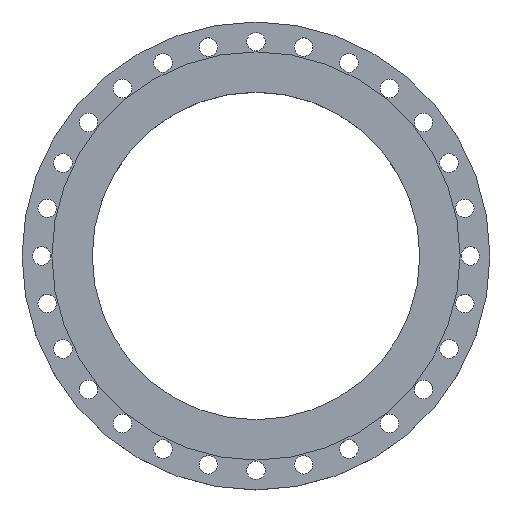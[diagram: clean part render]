
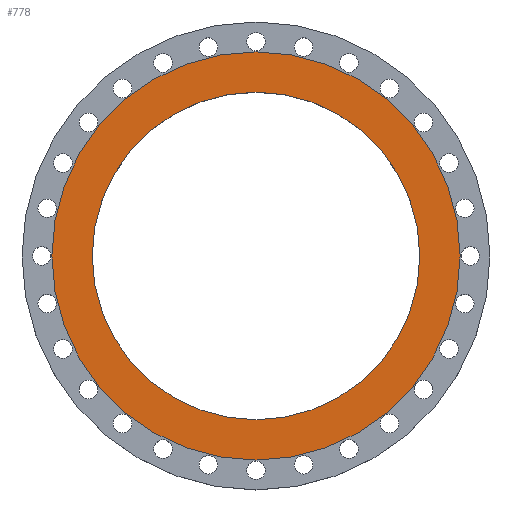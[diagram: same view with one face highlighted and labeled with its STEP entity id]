
A CAD part, top view. The second image highlights one B-rep face of the part: STEP entity #778.
In plain terms, the highlighted planar face has unit normal (0, 0, 1).
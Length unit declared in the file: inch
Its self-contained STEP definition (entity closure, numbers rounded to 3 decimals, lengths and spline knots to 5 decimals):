
#67 = EDGE_LOOP ( 'NONE', ( #1917, #2310 ) ) ;
#118 = DIRECTION ( 'NONE',  ( 1., 0., 0. ) ) ;
#146 = CARTESIAN_POINT ( 'NONE',  ( 0., 0., 0. ) ) ;
#191 = EDGE_CURVE ( 'NONE', #1452, #2004, #1763, .T. ) ;
#199 = CARTESIAN_POINT ( 'NONE',  ( -16.625, 0., 0. ) ) ;
#265 = EDGE_CURVE ( 'NONE', #1254, #928, #1079, .T. ) ;
#350 = DIRECTION ( 'NONE',  ( 0., 0., 1. ) ) ;
#380 = AXIS2_PLACEMENT_3D ( 'NONE', #2575, #1732, #1713 ) ;
#420 = CARTESIAN_POINT ( 'NONE',  ( 0., 0., 0. ) ) ;
#552 = EDGE_CURVE ( 'NONE', #2004, #1452, #1973, .T. ) ;
#578 = DIRECTION ( 'NONE',  ( 1., 0., 0. ) ) ;
#670 = AXIS2_PLACEMENT_3D ( 'NONE', #146, #350, #118 ) ;
#678 = FACE_BOUND ( 'NONE', #1481, .T. ) ;
#778 = ADVANCED_FACE ( 'NONE', ( #678, #1856 ), #2507, .F. ) ;
#805 = DIRECTION ( 'NONE',  ( 0., 0., 1. ) ) ;
#827 = AXIS2_PLACEMENT_3D ( 'NONE', #420, #805, #578 ) ;
#863 = DIRECTION ( 'NONE',  ( 0., 0., 1. ) ) ;
#918 = CARTESIAN_POINT ( 'NONE',  ( 16.625, 0., 0. ) ) ;
#928 = VERTEX_POINT ( 'NONE', #918 ) ;
#966 = CIRCLE ( 'NONE', #2072, 16.625 ) ;
#1079 = CIRCLE ( 'NONE', #670, 16.625 ) ;
#1188 = ORIENTED_EDGE ( 'NONE', *, *, #265, .F. ) ;
#1254 = VERTEX_POINT ( 'NONE', #199 ) ;
#1256 = CARTESIAN_POINT ( 'NONE',  ( -20.71875, 0., 0. ) ) ;
#1452 = VERTEX_POINT ( 'NONE', #1256 ) ;
#1481 = EDGE_LOOP ( 'NONE', ( #2296, #1188 ) ) ;
#1484 = CARTESIAN_POINT ( 'NONE',  ( 0., 16.625, 0. ) ) ;
#1713 = DIRECTION ( 'NONE',  ( 1., 0., 0. ) ) ;
#1732 = DIRECTION ( 'NONE',  ( 0., 0., 1. ) ) ;
#1763 = CIRCLE ( 'NONE', #380, 20.71875 ) ;
#1856 = FACE_OUTER_BOUND ( 'NONE', #67, .T. ) ;
#1869 = DIRECTION ( 'NONE',  ( -1., 0., 0. ) ) ;
#1896 = DIRECTION ( 'NONE',  ( 0., 0., -1. ) ) ;
#1917 = ORIENTED_EDGE ( 'NONE', *, *, #552, .T. ) ;
#1973 = CIRCLE ( 'NONE', #827, 20.71875 ) ;
#2004 = VERTEX_POINT ( 'NONE', #2142 ) ;
#2072 = AXIS2_PLACEMENT_3D ( 'NONE', #2083, #863, #2283 ) ;
#2083 = CARTESIAN_POINT ( 'NONE',  ( 0., 0., 0. ) ) ;
#2142 = CARTESIAN_POINT ( 'NONE',  ( 20.71875, 0., 0. ) ) ;
#2150 = AXIS2_PLACEMENT_3D ( 'NONE', #1484, #1896, #1869 ) ;
#2283 = DIRECTION ( 'NONE',  ( 1., 0., 0. ) ) ;
#2296 = ORIENTED_EDGE ( 'NONE', *, *, #2395, .F. ) ;
#2310 = ORIENTED_EDGE ( 'NONE', *, *, #191, .T. ) ;
#2395 = EDGE_CURVE ( 'NONE', #928, #1254, #966, .T. ) ;
#2507 = PLANE ( 'NONE',  #2150 ) ;
#2575 = CARTESIAN_POINT ( 'NONE',  ( 0., 0., 0. ) ) ;
